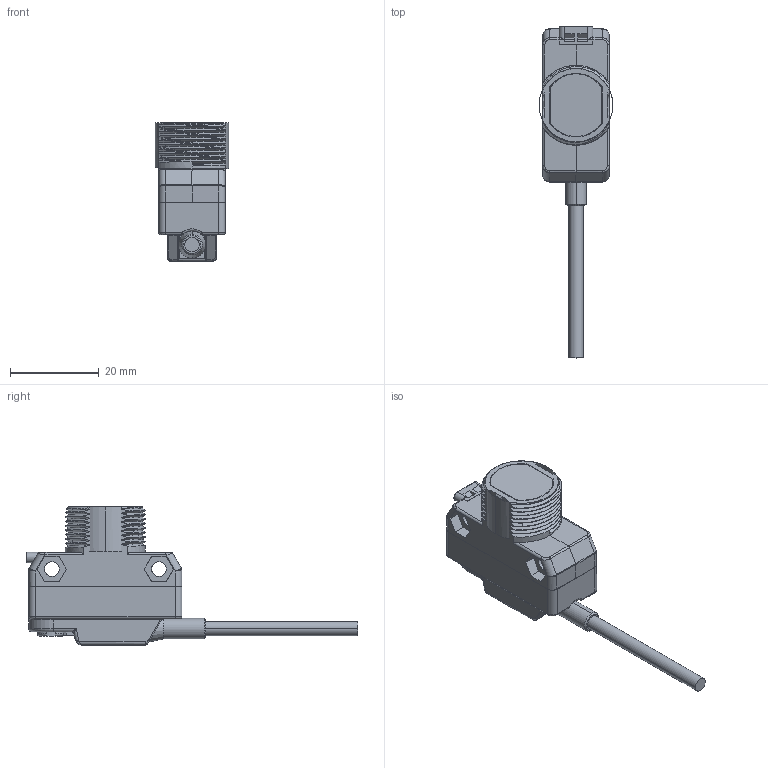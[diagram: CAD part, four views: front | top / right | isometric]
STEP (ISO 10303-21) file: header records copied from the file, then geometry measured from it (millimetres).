
FILE_DESCRIPTION((''),'2;1');
FILE_NAME('198356_ASM','2017-06-27T',('PDMAdmin'),('BANNER ENGINEERING'),'CREO PARAMETRIC BY PTC INC, 2016260','CREO PARAMETRIC BY PTC INC, 2016260','');
FILE_SCHEMA(('CONFIG_CONTROL_DESIGN'));
Products named in the file (19): 197206_BODY; 114096; 197206_ASM; 197207; 200509_ASM; 189788; 199683; 200510_ASM; 198358_ASM; 111642; 60420; 114294_ASM; ASSEMBLY_55816; 68537_ASM; 127343; 67851_AF1; 60902; 61611_ASM; 198356_ASM
Assembly tree (18 placements, depth 4):
  198356_ASM
    198358_ASM
      197206_ASM
        197206_BODY
        114096
      200509_ASM
        197207
      200510_ASM
        189788
        199683
    68537_ASM
      114294_ASM
        111642
        60420
      ASSEMBLY_55816
    61611_ASM
      127343
      67851_AF1
      60902
Bounding box: 16.59 x 74.69 x 31.1 mm (x, y, z)
Volume: 6482.3 mm3; surface area: 10747.5 mm2
Topology: 11 solids, 13 shells, 1526 faces, 3882 edges, 2411 vertices
Faces by surface type: plane 699, cylinder 359, bspline 234, cone 96, torus 85, sphere 47, revolution 4, extrusion 2
Entity records: 73355 total; most frequent: CARTESIAN_POINT 38250, ORIENTED_EDGE 7738, DIRECTION 6523, EDGE_CURVE 3876, VERTEX_POINT 2411, AXIS2_PLACEMENT_3D 2255, VECTOR 2009, LINE 2007
